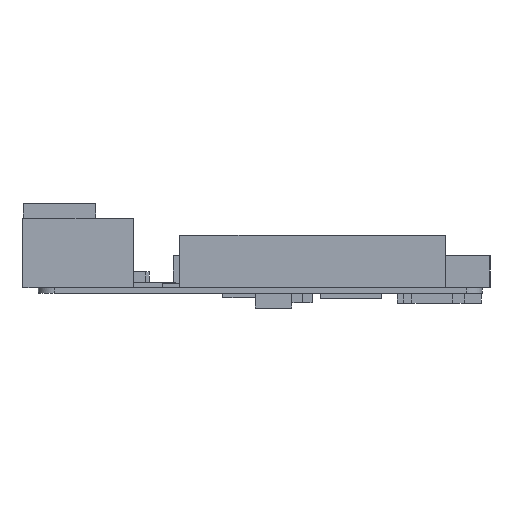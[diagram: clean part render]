
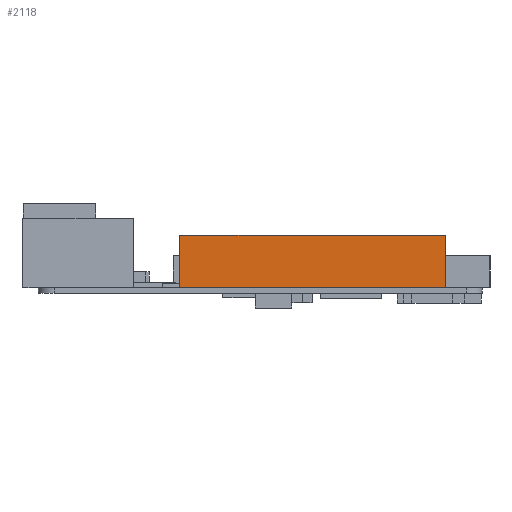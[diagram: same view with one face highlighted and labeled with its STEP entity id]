
A CAD part, left-side view. The second image highlights one B-rep face of the part: STEP entity #2118.
In plain terms, the highlighted planar face has unit normal (-1, 0, 0).
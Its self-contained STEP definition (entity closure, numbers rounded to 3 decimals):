
#308=CARTESIAN_POINT('',(337.926,63.234,97.3));
#309=VERTEX_POINT('',#308);
#316=CARTESIAN_POINT('',(337.926,114.034,97.3));
#317=VERTEX_POINT('',#316);
#318=CARTESIAN_POINT('',(337.926,63.234,97.3));
#319=DIRECTION('',(0.,1.,0.));
#320=VECTOR('',#319,50.8);
#321=LINE('',#318,#320);
#322=EDGE_CURVE('$',#309,#317,#321,.T.);
#2076=CARTESIAN_POINT('',(337.926,114.034,107.3));
#2077=VERTEX_POINT('',#2076);
#2086=CARTESIAN_POINT('',(337.926,114.034,107.3));
#2087=DIRECTION('',(0.,0.,-1.));
#2088=VECTOR('',#2087,10.);
#2089=LINE('',#2086,#2088);
#2090=EDGE_CURVE('$',#2077,#317,#2089,.T.);
#2095=CARTESIAN_POINT('',(337.926,63.234,107.3));
#2096=DIRECTION('',(-1.,0.,0.));
#2097=DIRECTION('',(0.,1.,0.));
#2098=AXIS2_PLACEMENT_3D('',#2095,#2096,#2097);
#2099=PLANE('',#2098);
#2100=CARTESIAN_POINT('',(337.926,63.234,107.3));
#2101=VERTEX_POINT('',#2100);
#2102=CARTESIAN_POINT('',(337.926,63.234,107.3));
#2103=DIRECTION('',(0.,1.,0.));
#2104=VECTOR('',#2103,50.8);
#2105=LINE('',#2102,#2104);
#2106=EDGE_CURVE('$',#2101,#2077,#2105,.T.);
#2107=ORIENTED_EDGE('',*,*,#2106,.T.);
#2108=ORIENTED_EDGE('',*,*,#2090,.T.);
#2109=ORIENTED_EDGE('',*,*,#322,.F.);
#2110=CARTESIAN_POINT('',(337.926,63.234,107.3));
#2111=DIRECTION('',(0.,0.,-1.));
#2112=VECTOR('',#2111,10.);
#2113=LINE('',#2110,#2112);
#2114=EDGE_CURVE('$',#2101,#309,#2113,.T.);
#2115=ORIENTED_EDGE('',*,*,#2114,.F.);
#2116=EDGE_LOOP('',(#2107,#2108,#2109,#2115));
#2117=FACE_BOUND('',#2116,.T.);
#2118=ADVANCED_FACE('$',(#2117),#2099,.T.);
